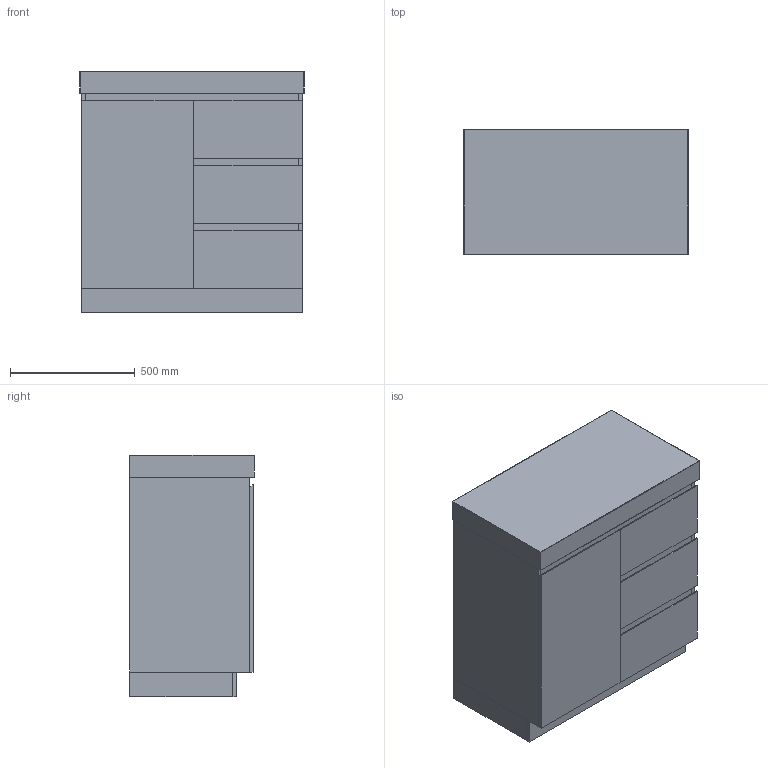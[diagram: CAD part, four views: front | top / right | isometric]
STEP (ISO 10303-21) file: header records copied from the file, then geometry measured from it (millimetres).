
FILE_DESCRIPTION(/* description */ (''),/* implementation_level */ '2;1');
FILE_NAME(/* name */ 'Domaine Hamper 900 (90MM)',/* time_stamp */ '2025-07-09T14:50:32+10:00',/* author */ (''),/* organization */ (''),/* preprocessor_version */ 'ST-DEVELOPER v16.5',/* originating_system */ '',/* authorisation */ '');
FILE_SCHEMA (('AUTOMOTIVE_DESIGN'));
Length unit declared in the file: millimetre
Products named in the file (7): Document; Domaine Hamper 900 (90MM); Domaine Hamper ALL23; Domaine Hamper 900 Left22; Domaine Hamper 900 Left FM45; Blank Benchtops ALL6789101112131415161718192021; 900 Benchtop (90mm)2
Assembly tree (6 placements, depth 5):
  Document
    Domaine Hamper 900 (90MM)
      Domaine Hamper ALL23
        Domaine Hamper 900 Left22
          Domaine Hamper 900 Left FM45
      Blank Benchtops ALL6789101112131415161718192021
        900 Benchtop (90mm)2
Bounding box: 900 x 500 x 970 mm (x, y, z)
Volume: 61757361.7 mm3; surface area: 8457002.5 mm2
Topology: 14 solids, 14 shells, 124 faces, 271 edges, 170 vertices
Faces by surface type: plane 107, cylinder 11, bspline 6
Entity records: 3517 total; most frequent: CARTESIAN_POINT 1125, ORIENTED_EDGE 530, EDGE_CURVE 265, B_SPLINE_CURVE_WITH_KNOTS 245, VERTEX_POINT 170, DIRECTION 148, AXIS2_PLACEMENT_3D 133, EDGE_LOOP 125
